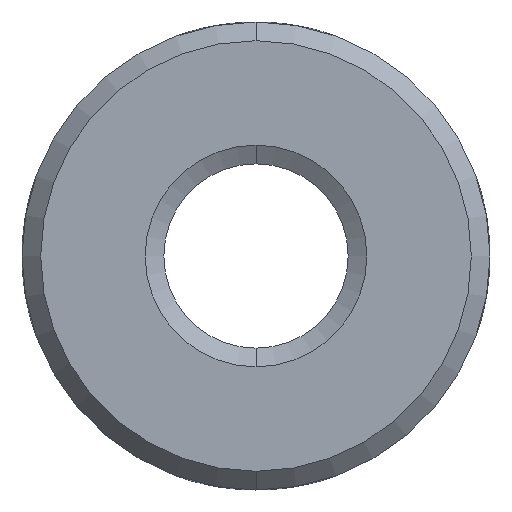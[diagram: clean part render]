
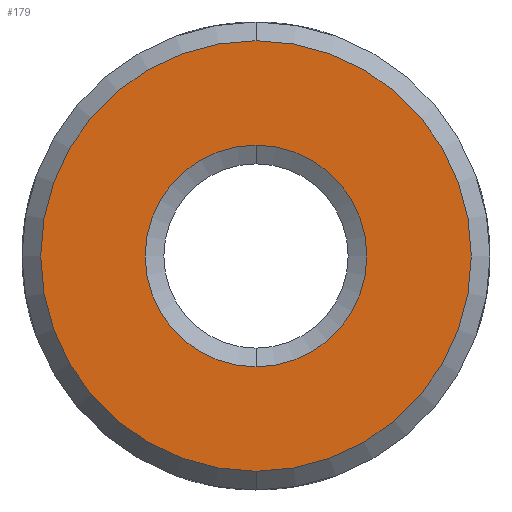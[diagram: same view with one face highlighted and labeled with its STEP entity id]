
A CAD part, front view. The second image highlights one B-rep face of the part: STEP entity #179.
In plain terms, the highlighted planar face has unit normal (0, -1, 0).
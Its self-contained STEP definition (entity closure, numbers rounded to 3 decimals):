
#21 = VERTEX_POINT ( 'NONE', #502 ) ;
#22 = VERTEX_POINT ( 'NONE', #501 ) ;
#160 = ORIENTED_EDGE ( 'NONE', *, *, #171, .F. ) ;
#161 = ORIENTED_EDGE ( 'NONE', *, *, #162, .F. ) ;
#162 = EDGE_CURVE ( 'NONE', #173, #172, #961, .T. ) ;
#163 = EDGE_LOOP ( 'NONE', ( #363, #364 ) ) ;
#171 = EDGE_CURVE ( 'NONE', #172, #173, #891, .T. ) ;
#172 = VERTEX_POINT ( 'NONE', #887 ) ;
#173 = VERTEX_POINT ( 'NONE', #886 ) ;
#179 = ADVANCED_FACE ( 'NONE', ( #876, #875 ), #856, .F. ) ;
#180 = EDGE_LOOP ( 'NONE', ( #160, #161 ) ) ;
#200 = EDGE_CURVE ( 'NONE', #22, #21, #1042, .T. ) ;
#363 = ORIENTED_EDGE ( 'NONE', *, *, #200, .T. ) ;
#364 = ORIENTED_EDGE ( 'NONE', *, *, #365, .T. ) ;
#365 = EDGE_CURVE ( 'NONE', #21, #22, #1737, .T. ) ;
#501 = CARTESIAN_POINT ( 'NONE',  ( 0., -1.587, -1.504 ) ) ;
#502 = CARTESIAN_POINT ( 'NONE',  ( 0., -1.587, 1.504 ) ) ;
#852 = DIRECTION ( 'NONE',  ( 0., 0., 1. ) ) ;
#853 = DIRECTION ( 'NONE',  ( 0., 1., 0. ) ) ;
#854 = CARTESIAN_POINT ( 'NONE',  ( 1.588, -1.587, 0. ) ) ;
#855 = AXIS2_PLACEMENT_3D ( 'NONE', #854, #853, #852 ) ;
#856 = PLANE ( 'NONE',  #855 ) ;
#875 = FACE_BOUND ( 'NONE', #163, .T. ) ;
#876 = FACE_OUTER_BOUND ( 'NONE', #180, .T. ) ;
#886 = CARTESIAN_POINT ( 'NONE',  ( 0., -1.587, -2.921 ) ) ;
#887 = CARTESIAN_POINT ( 'NONE',  ( 0., -1.587, 2.921 ) ) ;
#888 = DIRECTION ( 'NONE',  ( 0., 0., 1. ) ) ;
#889 = DIRECTION ( 'NONE',  ( 0., 1., 0. ) ) ;
#890 = AXIS2_PLACEMENT_3D ( 'NONE', #896, #889, #888 ) ;
#891 = CIRCLE ( 'NONE', #890, 2.921 ) ;
#896 = CARTESIAN_POINT ( 'NONE',  ( 0., -1.587, 0. ) ) ;
#957 = DIRECTION ( 'NONE',  ( 0., 0., 1. ) ) ;
#958 = DIRECTION ( 'NONE',  ( 0., 1., 0. ) ) ;
#959 = CARTESIAN_POINT ( 'NONE',  ( 0., -1.587, 0. ) ) ;
#960 = AXIS2_PLACEMENT_3D ( 'NONE', #959, #958, #957 ) ;
#961 = CIRCLE ( 'NONE', #960, 2.921 ) ;
#1039 = DIRECTION ( 'NONE',  ( 0., 0., 1. ) ) ;
#1040 = DIRECTION ( 'NONE',  ( 0., 1., 0. ) ) ;
#1041 = AXIS2_PLACEMENT_3D ( 'NONE', #1176, #1040, #1039 ) ;
#1042 = CIRCLE ( 'NONE', #1041, 1.504 ) ;
#1176 = CARTESIAN_POINT ( 'NONE',  ( 0., -1.587, 0. ) ) ;
#1734 = DIRECTION ( 'NONE',  ( 0., 0., 1. ) ) ;
#1735 = DIRECTION ( 'NONE',  ( 0., 1., 0. ) ) ;
#1736 = AXIS2_PLACEMENT_3D ( 'NONE', #1743, #1735, #1734 ) ;
#1737 = CIRCLE ( 'NONE', #1736, 1.504 ) ;
#1743 = CARTESIAN_POINT ( 'NONE',  ( 0., -1.587, 0. ) ) ;
